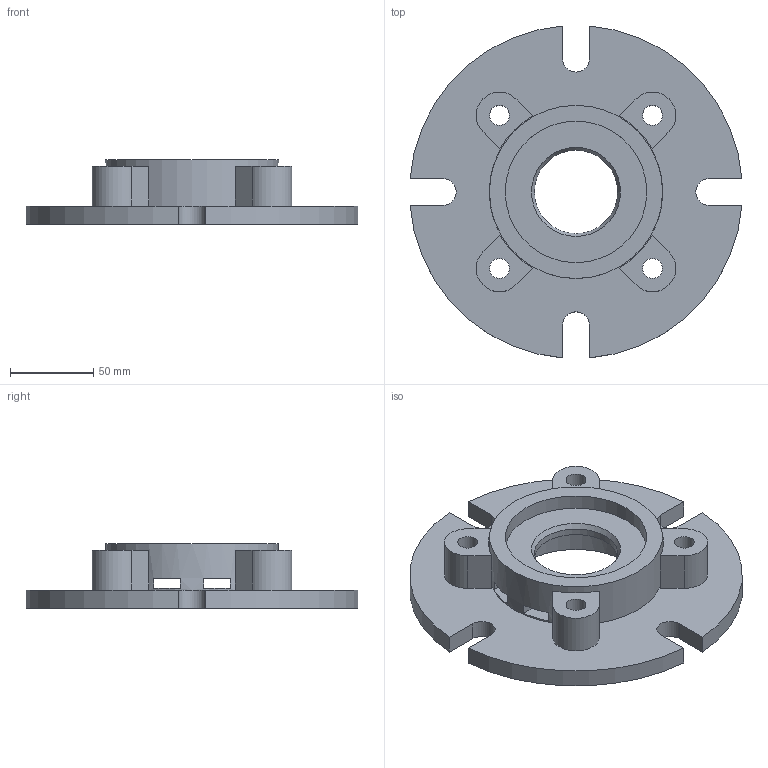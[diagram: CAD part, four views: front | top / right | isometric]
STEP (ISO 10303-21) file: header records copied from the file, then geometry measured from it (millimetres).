
FILE_DESCRIPTION(/* description */ (''),/* implementation_level */ '2;1');
FILE_NAME(/* name */ 'Part 038.stp',/* time_stamp */ '2015-02-21T12:46:18+02:00',/* author */ ('SFC'),/* organization */ (''),/* preprocessor_version */ 'ST-DEVELOPER v15.2',/* originating_system */ 'Autodesk Inventor 2014',/* authorisation */ '');
FILE_SCHEMA (('AUTOMOTIVE_DESIGN { 1 0 10303 214 3 1 1 }'));
Length unit declared in the file: millimetre
Products named in the file (1): Part 038
Bounding box: 199.36 x 199.36 x 39 mm (x, y, z)
Volume: 413270.7 mm3; surface area: 99476.6 mm2
Topology: 1 solids, 1 shells, 68 faces, 177 edges, 119 vertices
Faces by surface type: plane 42, cylinder 25, cone 1
Full cylindrical faces by diameter (mm): 12 x4, 50 x1, 72 x1, 84 x1, 85 x1, 104 x1
Entity records: 2101 total; most frequent: DIRECTION 368, CARTESIAN_POINT 347, ORIENTED_EDGE 326, EDGE_CURVE 163, AXIS2_PLACEMENT_3D 136, VERTEX_POINT 115, EDGE_LOOP 104, LINE 96
